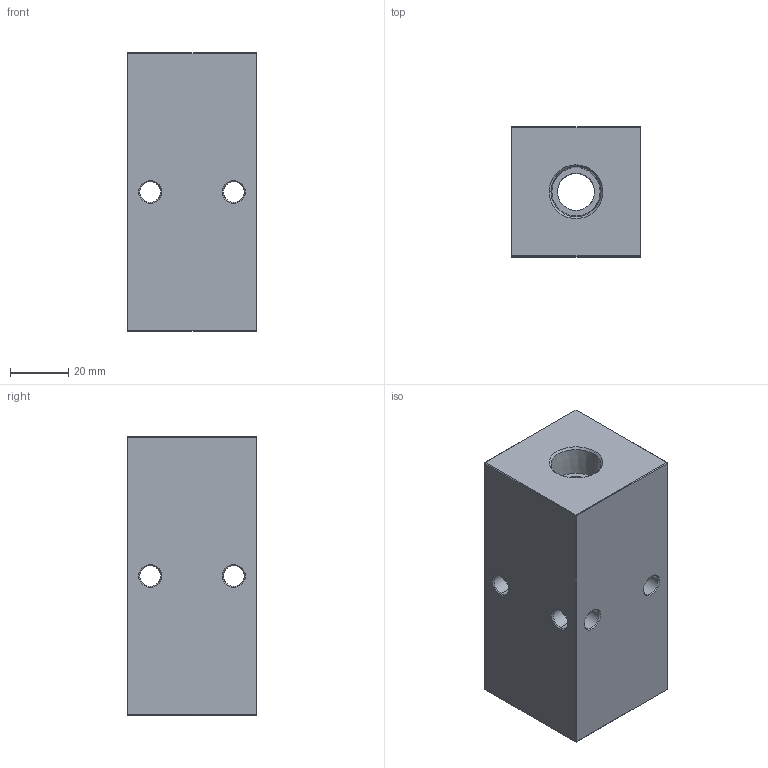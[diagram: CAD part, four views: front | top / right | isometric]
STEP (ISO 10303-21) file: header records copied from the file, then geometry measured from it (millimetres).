
FILE_DESCRIPTION (( 'STEP AP214' ), '1' );
FILE_NAME ('HM-2-0-P-6-6.STEP', '2019-07-13T13:56:04', ( '' ), ( '' ), 'SwSTEP 2.0', 'SolidWorks 2018', '' );
FILE_SCHEMA (( 'AUTOMOTIVE_DESIGN' ));
Length unit declared in the file: inch
Products named in the file (1): HM-2-0-P-6-6
Bounding box: 44.45 x 44.45 x 95.25 mm (x, y, z)
Volume: 161075.1 mm3; surface area: 28518.2 mm2
Topology: 1 solids, 1 shells, 478 faces, 1246 edges, 808 vertices
Faces by surface type: plane 237, bspline 183, cylinder 30, cone 28
Entity records: 29526 total; most frequent: CARTESIAN_POINT 13100, ORIENTED_EDGE 2492, DIRECTION 1500, EDGE_CURVE 1246, VERTEX_POINT 808, LINE 772, VECTOR 772, EDGE_LOOP 538
